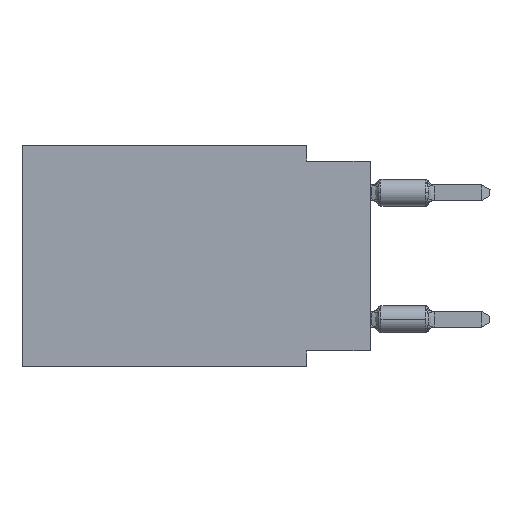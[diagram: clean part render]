
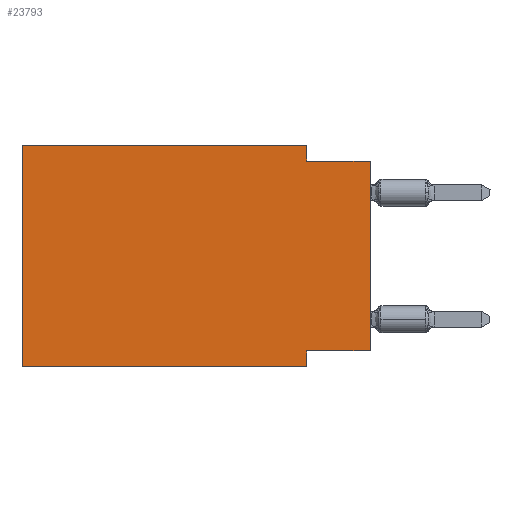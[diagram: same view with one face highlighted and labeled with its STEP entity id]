
A CAD part, left-side view. The second image highlights one B-rep face of the part: STEP entity #23793.
In plain terms, the highlighted planar face has unit normal (-1, 0, 0).
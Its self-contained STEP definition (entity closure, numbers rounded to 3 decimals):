
#4 = DIRECTION ( 'NONE',  ( 0., -1., 0. ) ) ;
#65 = CARTESIAN_POINT ( 'NONE',  ( 0., 0., -8.255 ) ) ;
#760 = FACE_OUTER_BOUND ( 'NONE', #30201, .T. ) ;
#1565 = CARTESIAN_POINT ( 'NONE',  ( 0., 2.54, 0. ) ) ;
#1623 = VECTOR ( 'NONE', #23662, 1000. ) ;
#3779 = VECTOR ( 'NONE', #39182, 1000. ) ;
#4028 = LINE ( 'NONE', #32305, #35019 ) ;
#4206 = ORIENTED_EDGE ( 'NONE', *, *, #27575, .F. ) ;
#4562 = CARTESIAN_POINT ( 'NONE',  ( 0., 13.97, -8.89 ) ) ;
#6547 = ORIENTED_EDGE ( 'NONE', *, *, #27349, .F. ) ;
#6982 = CARTESIAN_POINT ( 'NONE',  ( 0., 2.54, 0. ) ) ;
#7104 = EDGE_CURVE ( 'NONE', #10229, #21536, #26657, .T. ) ;
#7139 = VERTEX_POINT ( 'NONE', #29742 ) ;
#7163 = DIRECTION ( 'NONE',  ( 0., 0., -1. ) ) ;
#7360 = LINE ( 'NONE', #1565, #1623 ) ;
#7667 = DIRECTION ( 'NONE',  ( 0., -1., 0. ) ) ;
#10229 = VERTEX_POINT ( 'NONE', #23164 ) ;
#12483 = ORIENTED_EDGE ( 'NONE', *, *, #32174, .F. ) ;
#12644 = DIRECTION ( 'NONE',  ( 0., 1., 0. ) ) ;
#12770 = CARTESIAN_POINT ( 'NONE',  ( 0., 13.97, 0. ) ) ;
#12884 = VECTOR ( 'NONE', #34393, 1000. ) ;
#13543 = VERTEX_POINT ( 'NONE', #6982 ) ;
#15748 = LINE ( 'NONE', #65, #17107 ) ;
#16620 = EDGE_CURVE ( 'NONE', #32818, #13543, #18790, .T. ) ;
#16772 = EDGE_CURVE ( 'NONE', #10229, #32818, #20429, .T. ) ;
#16870 = VERTEX_POINT ( 'NONE', #23523 ) ;
#17107 = VECTOR ( 'NONE', #12644, 1000. ) ;
#18790 = LINE ( 'NONE', #31372, #36693 ) ;
#19415 = CARTESIAN_POINT ( 'NONE',  ( 0., 2.54, -0.635 ) ) ;
#20429 = LINE ( 'NONE', #23729, #3779 ) ;
#21536 = VERTEX_POINT ( 'NONE', #30466 ) ;
#22319 = EDGE_CURVE ( 'NONE', #25307, #16870, #24275, .T. ) ;
#22401 = VECTOR ( 'NONE', #33664, 1000. ) ;
#22883 = ORIENTED_EDGE ( 'NONE', *, *, #22319, .T. ) ;
#23164 = CARTESIAN_POINT ( 'NONE',  ( 0., 13.97, -8.89 ) ) ;
#23523 = CARTESIAN_POINT ( 'NONE',  ( 0., 0., -0.635 ) ) ;
#23662 = DIRECTION ( 'NONE',  ( 0., 0., -1. ) ) ;
#23729 = CARTESIAN_POINT ( 'NONE',  ( 0., 13.97, 0. ) ) ;
#23793 = ADVANCED_FACE ( 'NONE', ( #760 ), #25955, .F. ) ;
#24132 = ORIENTED_EDGE ( 'NONE', *, *, #16620, .F. ) ;
#24275 = LINE ( 'NONE', #27566, #12884 ) ;
#24855 = VERTEX_POINT ( 'NONE', #19415 ) ;
#25200 = EDGE_CURVE ( 'NONE', #7139, #21536, #4028, .T. ) ;
#25307 = VERTEX_POINT ( 'NONE', #32511 ) ;
#25955 = PLANE ( 'NONE',  #40241 ) ;
#26160 = CARTESIAN_POINT ( 'NONE',  ( 0., 13.97, 0. ) ) ;
#26657 = LINE ( 'NONE', #4562, #27316 ) ;
#27083 = LINE ( 'NONE', #39639, #22401 ) ;
#27316 = VECTOR ( 'NONE', #7667, 1000. ) ;
#27349 = EDGE_CURVE ( 'NONE', #25307, #7139, #15748, .T. ) ;
#27566 = CARTESIAN_POINT ( 'NONE',  ( 0., 0., 0. ) ) ;
#27575 = EDGE_CURVE ( 'NONE', #24855, #16870, #27083, .T. ) ;
#29197 = DIRECTION ( 'NONE',  ( 0., 0., -1. ) ) ;
#29742 = CARTESIAN_POINT ( 'NONE',  ( 0., 2.54, -8.255 ) ) ;
#30201 = EDGE_LOOP ( 'NONE', ( #22883, #4206, #12483, #24132, #33545, #38570, #36464, #6547 ) ) ;
#30466 = CARTESIAN_POINT ( 'NONE',  ( 0., 2.54, -8.89 ) ) ;
#31372 = CARTESIAN_POINT ( 'NONE',  ( 0., 13.97, 0. ) ) ;
#32174 = EDGE_CURVE ( 'NONE', #13543, #24855, #7360, .T. ) ;
#32305 = CARTESIAN_POINT ( 'NONE',  ( 0., 2.54, -8.89 ) ) ;
#32511 = CARTESIAN_POINT ( 'NONE',  ( 0., 0., -8.255 ) ) ;
#32818 = VERTEX_POINT ( 'NONE', #12770 ) ;
#33545 = ORIENTED_EDGE ( 'NONE', *, *, #16772, .F. ) ;
#33664 = DIRECTION ( 'NONE',  ( 0., -1., 0. ) ) ;
#34393 = DIRECTION ( 'NONE',  ( 0., 0., 1. ) ) ;
#35019 = VECTOR ( 'NONE', #29197, 1000. ) ;
#35433 = DIRECTION ( 'NONE',  ( 1., 0., 0. ) ) ;
#36464 = ORIENTED_EDGE ( 'NONE', *, *, #25200, .F. ) ;
#36693 = VECTOR ( 'NONE', #4, 1000. ) ;
#38570 = ORIENTED_EDGE ( 'NONE', *, *, #7104, .T. ) ;
#39182 = DIRECTION ( 'NONE',  ( 0., 0., 1. ) ) ;
#39639 = CARTESIAN_POINT ( 'NONE',  ( 0., 0., -0.635 ) ) ;
#40241 = AXIS2_PLACEMENT_3D ( 'NONE', #26160, #35433, #7163 ) ;
